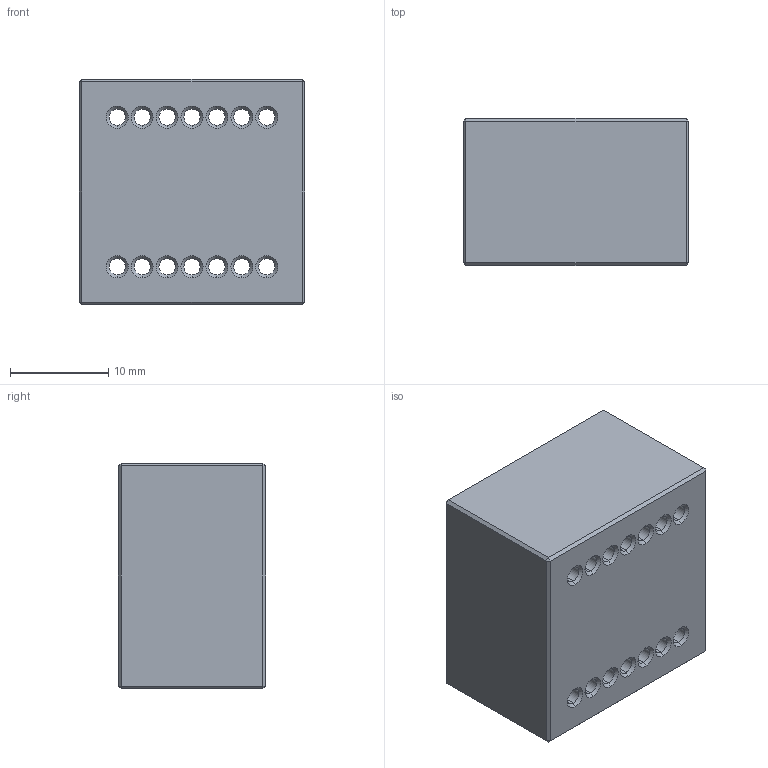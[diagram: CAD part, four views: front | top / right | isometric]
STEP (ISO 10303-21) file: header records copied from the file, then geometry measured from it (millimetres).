
FILE_DESCRIPTION (( 'STEP AP214' ), '1' );
FILE_NAME ('Pogo pin testing block.STEP', '2025-01-05T20:39:55', ( '' ), ( '' ), 'SwSTEP 2.0', 'SolidWorks 2024', '' );
FILE_SCHEMA (( 'AUTOMOTIVE_DESIGN' ));
Length unit declared in the file: millimetre
Products named in the file (1): Pogo pin testing block
Bounding box: 23 x 15 x 23 mm (x, y, z)
Volume: 7467.8 mm3; surface area: 3401.3 mm2
Topology: 1 solids, 1 shells, 110 faces, 244 edges, 136 vertices
Faces by surface type: cone 56, cylinder 28, plane 26
Entity records: 3059 total; most frequent: DIRECTION 578, CARTESIAN_POINT 491, ORIENTED_EDGE 488, EDGE_CURVE 244, AXIS2_PLACEMENT_3D 223, EDGE_LOOP 138, VERTEX_POINT 136, VECTOR 132
